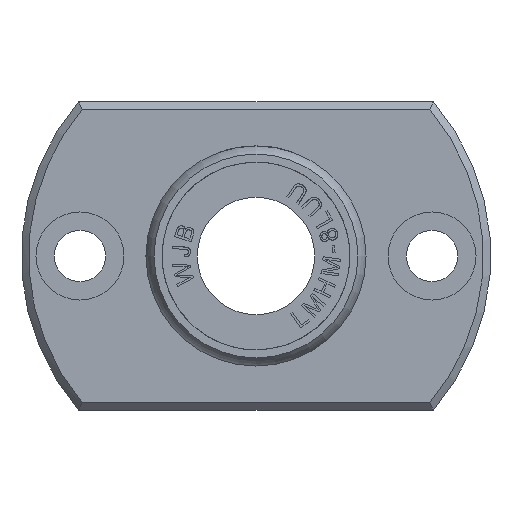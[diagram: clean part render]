
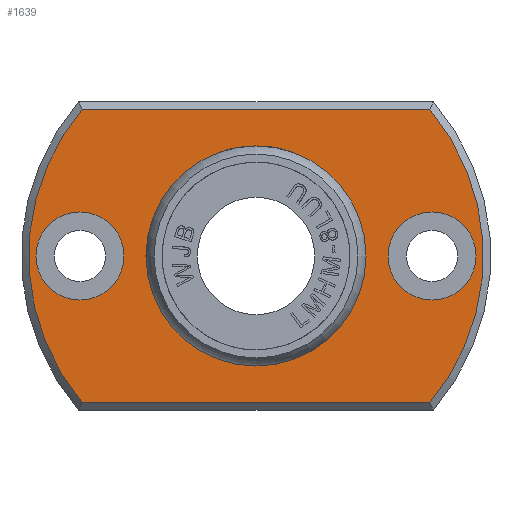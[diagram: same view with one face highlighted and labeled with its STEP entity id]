
A CAD part, left-side view. The second image highlights one B-rep face of the part: STEP entity #1639.
In plain terms, the highlighted planar face has unit normal (-1, 0, 0).
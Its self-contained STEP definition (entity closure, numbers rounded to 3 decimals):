
#1639=ADVANCED_FACE('',(#2353,#2354,#2355,#2356),#2020,.T.);
#2020=PLANE('',#6899);
#2273=CIRCLE('',#6897,3.);
#2274=CIRCLE('',#6898,3.);
#2353=FACE_BOUND('',#2453,.T.);
#2354=FACE_BOUND('',#2454,.T.);
#2355=FACE_BOUND('',#2455,.T.);
#2356=FACE_BOUND('',#2456,.T.);
#2453=EDGE_LOOP('',(#2907,#2908));
#2454=EDGE_LOOP('',(#2909));
#2455=EDGE_LOOP('',(#2910,#2911,#2912,#2913));
#2456=EDGE_LOOP('',(#2914));
#2907=ORIENTED_EDGE('',*,*,#5481,.T.);
#2908=ORIENTED_EDGE('',*,*,#5482,.T.);
#2909=ORIENTED_EDGE('',*,*,#5483,.F.);
#2910=ORIENTED_EDGE('',*,*,#5484,.F.);
#2911=ORIENTED_EDGE('',*,*,#5485,.F.);
#2912=ORIENTED_EDGE('',*,*,#5486,.F.);
#2913=ORIENTED_EDGE('',*,*,#5487,.F.);
#2914=ORIENTED_EDGE('',*,*,#5488,.F.);
#4831=VERTEX_POINT('',#8657);
#4832=VERTEX_POINT('',#8658);
#4833=VERTEX_POINT('',#8670);
#4834=VERTEX_POINT('',#8677);
#4835=VERTEX_POINT('',#8678);
#4836=VERTEX_POINT('',#8683);
#4837=VERTEX_POINT('',#8690);
#4838=VERTEX_POINT('',#8696);
#5481=EDGE_CURVE('',#4831,#4832,#6443,.T.);
#5482=EDGE_CURVE('',#4832,#4831,#6444,.T.);
#5483=EDGE_CURVE('',#4833,#4833,#2273,.T.);
#5484=EDGE_CURVE('',#4834,#4835,#6445,.T.);
#5485=EDGE_CURVE('',#4836,#4834,#6446,.T.);
#5486=EDGE_CURVE('',#4837,#4836,#6447,.T.);
#5487=EDGE_CURVE('',#4835,#4837,#6448,.T.);
#5488=EDGE_CURVE('',#4838,#4838,#2274,.T.);
#6443=B_SPLINE_CURVE_WITH_KNOTS('',3,(#8647,#8648,#8649,#8650,#8651,#8652,
#8653,#8654,#8655,#8656),.UNSPECIFIED.,.F.,.F.,(4,2,2,2,4),(0.,0.25,0.5,
0.75,1.),.UNSPECIFIED.);
#6444=B_SPLINE_CURVE_WITH_KNOTS('',3,(#8659,#8660,#8661,#8662,#8663,#8664,
#8665,#8666,#8667,#8668),.UNSPECIFIED.,.F.,.F.,(4,2,2,2,4),(0.,0.25,0.5,
0.75,1.),.UNSPECIFIED.);
#6445=B_SPLINE_CURVE_WITH_KNOTS('',3,(#8671,#8672,#8673,#8674,#8675,#8676),
 .UNSPECIFIED.,.F.,.F.,(4,2,4),(0.,0.5,1.),.UNSPECIFIED.);
#6446=B_SPLINE_CURVE_WITH_KNOTS('',3,(#8679,#8680,#8681,#8682),.UNSPECIFIED.,
 .F.,.F.,(4,4),(0.,1.),.UNSPECIFIED.);
#6447=B_SPLINE_CURVE_WITH_KNOTS('',3,(#8684,#8685,#8686,#8687,#8688,#8689),
 .UNSPECIFIED.,.F.,.F.,(4,2,4),(0.,0.5,1.),.UNSPECIFIED.);
#6448=B_SPLINE_CURVE_WITH_KNOTS('',3,(#8691,#8692,#8693,#8694),.UNSPECIFIED.,
 .F.,.F.,(4,4),(0.,1.),.UNSPECIFIED.);
#6897=AXIS2_PLACEMENT_3D('',#8669,#7281,#7282);
#6898=AXIS2_PLACEMENT_3D('',#8695,#7283,#7284);
#6899=AXIS2_PLACEMENT_3D('',#8697,#7285,#7286);
#7281=DIRECTION('',(-1.,0.,0.));
#7282=DIRECTION('',(0.,0.,1.));
#7283=DIRECTION('',(-1.,0.,0.));
#7284=DIRECTION('',(0.,0.,1.));
#7285=DIRECTION('',(-1.,0.,0.));
#7286=DIRECTION('',(0.,0.,1.));
#8647=CARTESIAN_POINT('',(0.,0.,7.309));
#8648=CARTESIAN_POINT('',(0.,-1.921,7.309));
#8649=CARTESIAN_POINT('',(0.,-3.813,6.524));
#8650=CARTESIAN_POINT('',(0.,-6.524,3.813));
#8651=CARTESIAN_POINT('',(0.,-7.309,1.917));
#8652=CARTESIAN_POINT('',(0.,-7.309,-1.917));
#8653=CARTESIAN_POINT('',(0.,-6.524,-3.813));
#8654=CARTESIAN_POINT('',(0.,-3.813,-6.524));
#8655=CARTESIAN_POINT('',(0.,-1.924,-7.309));
#8656=CARTESIAN_POINT('',(0.,0.,-7.309));
#8657=CARTESIAN_POINT('',(0.,0.,7.309));
#8658=CARTESIAN_POINT('',(0.,0.,-7.309));
#8659=CARTESIAN_POINT('',(0.,0.,-7.309));
#8660=CARTESIAN_POINT('',(0.,1.921,-7.309));
#8661=CARTESIAN_POINT('',(0.,3.813,-6.524));
#8662=CARTESIAN_POINT('',(0.,6.524,-3.813));
#8663=CARTESIAN_POINT('',(0.,7.309,-1.917));
#8664=CARTESIAN_POINT('',(0.,7.309,1.917));
#8665=CARTESIAN_POINT('',(0.,6.524,3.813));
#8666=CARTESIAN_POINT('',(0.,3.813,6.524));
#8667=CARTESIAN_POINT('',(0.,1.924,7.309));
#8668=CARTESIAN_POINT('',(0.,0.,7.309));
#8669=CARTESIAN_POINT('',(0.,12.,0.));
#8670=CARTESIAN_POINT('',(0.,12.,3.));
#8671=CARTESIAN_POINT('',(0.,-11.843,10.));
#8672=CARTESIAN_POINT('',(0.,-14.18,7.232));
#8673=CARTESIAN_POINT('',(0.,-15.5,3.623));
#8674=CARTESIAN_POINT('',(0.,-15.5,-3.623));
#8675=CARTESIAN_POINT('',(0.,-14.18,-7.232));
#8676=CARTESIAN_POINT('',(0.,-11.843,-10.));
#8677=CARTESIAN_POINT('',(0.,-11.843,10.));
#8678=CARTESIAN_POINT('',(0.,-11.843,-10.));
#8679=CARTESIAN_POINT('',(0.,11.843,10.));
#8680=CARTESIAN_POINT('',(0.,3.948,10.));
#8681=CARTESIAN_POINT('',(0.,-3.948,10.));
#8682=CARTESIAN_POINT('',(0.,-11.843,10.));
#8683=CARTESIAN_POINT('',(0.,11.843,10.));
#8684=CARTESIAN_POINT('',(0.,11.843,-10.));
#8685=CARTESIAN_POINT('',(0.,14.18,-7.232));
#8686=CARTESIAN_POINT('',(0.,15.5,-3.623));
#8687=CARTESIAN_POINT('',(0.,15.5,3.623));
#8688=CARTESIAN_POINT('',(0.,14.18,7.232));
#8689=CARTESIAN_POINT('',(0.,11.843,10.));
#8690=CARTESIAN_POINT('',(0.,11.843,-10.));
#8691=CARTESIAN_POINT('',(0.,-11.843,-10.));
#8692=CARTESIAN_POINT('',(0.,-3.948,-10.));
#8693=CARTESIAN_POINT('',(0.,3.948,-10.));
#8694=CARTESIAN_POINT('',(0.,11.843,-10.));
#8695=CARTESIAN_POINT('',(0.,-12.,0.));
#8696=CARTESIAN_POINT('',(0.,-12.,3.));
#8697=CARTESIAN_POINT('',(0.,-15.81,-15.5));
